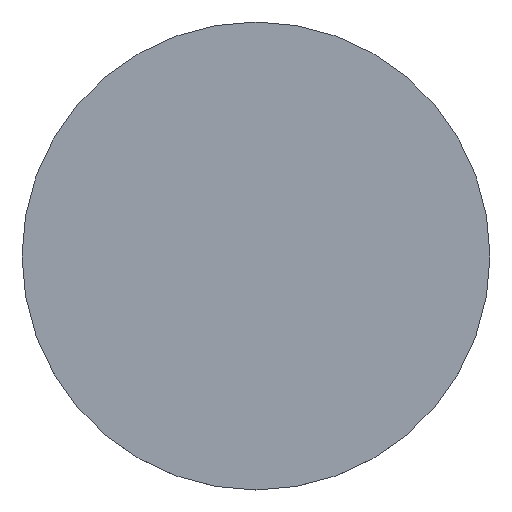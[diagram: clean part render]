
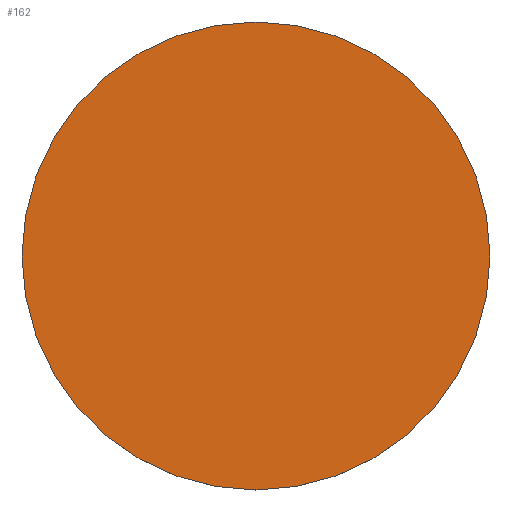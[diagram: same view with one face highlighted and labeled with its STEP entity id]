
A CAD part, top view. The second image highlights one B-rep face of the part: STEP entity #162.
In plain terms, the highlighted planar face has unit normal (0, 0, 1).
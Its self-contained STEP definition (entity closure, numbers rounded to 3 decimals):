
#6 = CARTESIAN_POINT ( 'NONE',  ( 0., 0., 0.625 ) ) ;
#7 = ORIENTED_EDGE ( 'NONE', *, *, #45, .T. ) ;
#17 = DIRECTION ( 'NONE',  ( 0., 0., 1. ) ) ;
#21 = DIRECTION ( 'NONE',  ( 1., 0., 0. ) ) ;
#29 = DIRECTION ( 'NONE',  ( 0., 0., 1. ) ) ;
#30 = CARTESIAN_POINT ( 'NONE',  ( 25., 0., 0.625 ) ) ;
#40 = EDGE_LOOP ( 'NONE', ( #7, #56 ) ) ;
#43 = CARTESIAN_POINT ( 'NONE',  ( 0., 0., 0.625 ) ) ;
#45 = EDGE_CURVE ( 'NONE', #120, #115, #84, .T. ) ;
#52 = PLANE ( 'NONE',  #172 ) ;
#56 = ORIENTED_EDGE ( 'NONE', *, *, #173, .T. ) ;
#59 = DIRECTION ( 'NONE',  ( 1., 0., 0. ) ) ;
#69 = DIRECTION ( 'NONE',  ( 0., 0., 1. ) ) ;
#77 = CIRCLE ( 'NONE', #156, 25. ) ;
#84 = CIRCLE ( 'NONE', #110, 25. ) ;
#110 = AXIS2_PLACEMENT_3D ( 'NONE', #43, #69, #59 ) ;
#115 = VERTEX_POINT ( 'NONE', #30 ) ;
#120 = VERTEX_POINT ( 'NONE', #141 ) ;
#127 = DIRECTION ( 'NONE',  ( 1., 0., 0. ) ) ;
#130 = FACE_OUTER_BOUND ( 'NONE', #40, .T. ) ;
#141 = CARTESIAN_POINT ( 'NONE',  ( -25., 0., 0.625 ) ) ;
#156 = AXIS2_PLACEMENT_3D ( 'NONE', #6, #29, #127 ) ;
#162 = ADVANCED_FACE ( 'NONE', ( #130 ), #52, .T. ) ;
#171 = CARTESIAN_POINT ( 'NONE',  ( 0., 0., 0.625 ) ) ;
#172 = AXIS2_PLACEMENT_3D ( 'NONE', #171, #17, #21 ) ;
#173 = EDGE_CURVE ( 'NONE', #115, #120, #77, .T. ) ;
